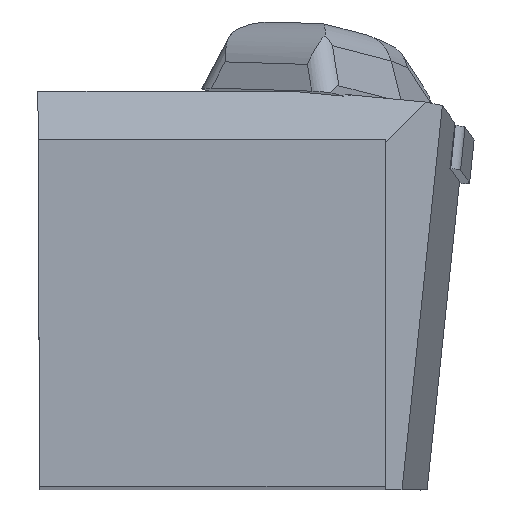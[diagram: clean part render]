
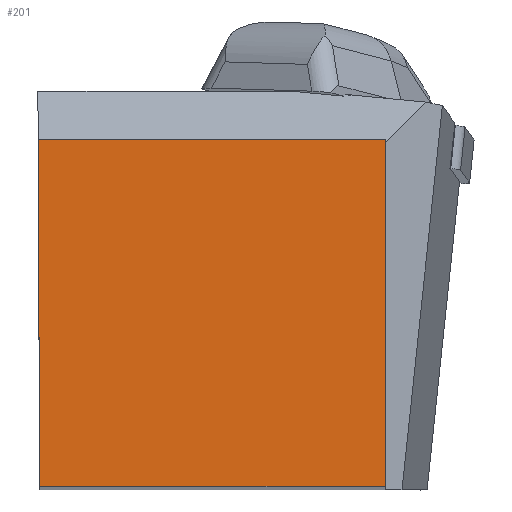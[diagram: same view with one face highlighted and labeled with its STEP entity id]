
A CAD part, top view. The second image highlights one B-rep face of the part: STEP entity #201.
In plain terms, the highlighted planar face has unit normal (0, 0, 1).
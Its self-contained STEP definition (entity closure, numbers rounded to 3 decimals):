
#141=FACE_OUTER_BOUND('',#574,.T.);
#201=ADVANCED_FACE('BLANK_BOXF006',(#141),#255,.F.);
#255=PLANE('',#1345);
#338=LINE('',#1939,#465);
#343=LINE('',#1950,#470);
#350=LINE('',#1962,#477);
#351=LINE('',#1964,#478);
#465=VECTOR('',#1539,1.);
#470=VECTOR('',#1546,1.);
#477=VECTOR('',#1557,1.);
#478=VECTOR('',#1558,1.);
#574=EDGE_LOOP('',(#738,#739,#740,#741));
#738=ORIENTED_EDGE('',*,*,#1133,.T.);
#739=ORIENTED_EDGE('',*,*,#1134,.T.);
#740=ORIENTED_EDGE('',*,*,#1121,.T.);
#741=ORIENTED_EDGE('',*,*,#1126,.T.);
#995=VERTEX_POINT('',#1938);
#996=VERTEX_POINT('',#1940);
#1000=VERTEX_POINT('',#1949);
#1004=VERTEX_POINT('',#1963);
#1121=EDGE_CURVE('',#996,#995,#338,.T.);
#1126=EDGE_CURVE('',#995,#1000,#343,.T.);
#1133=EDGE_CURVE('',#1000,#1004,#350,.T.);
#1134=EDGE_CURVE('',#1004,#996,#351,.T.);
#1345=AXIS2_PLACEMENT_3D('',#1965,#1559,#1560);
#1539=DIRECTION('',(0.004,-1.,0.));
#1546=DIRECTION('',(1.,0.,0.));
#1557=DIRECTION('',(0.,1.,0.));
#1558=DIRECTION('',(-1.,0.,0.));
#1559=DIRECTION('',(0.,0.,-1.));
#1560=DIRECTION('',(1.,0.,0.));
#1938=CARTESIAN_POINT('',(0.11,0.,0.));
#1939=CARTESIAN_POINT('',(-0.594,161.398,0.));
#1940=CARTESIAN_POINT('',(0.,25.273,0.));
#1949=CARTESIAN_POINT('',(25.273,0.,0.));
#1950=CARTESIAN_POINT('',(-161.4,0.,0.));
#1962=CARTESIAN_POINT('',(25.273,-161.4,0.));
#1963=CARTESIAN_POINT('',(25.273,25.273,0.));
#1964=CARTESIAN_POINT('',(161.4,25.273,0.));
#1965=CARTESIAN_POINT('',(40.75,-5.,0.));
